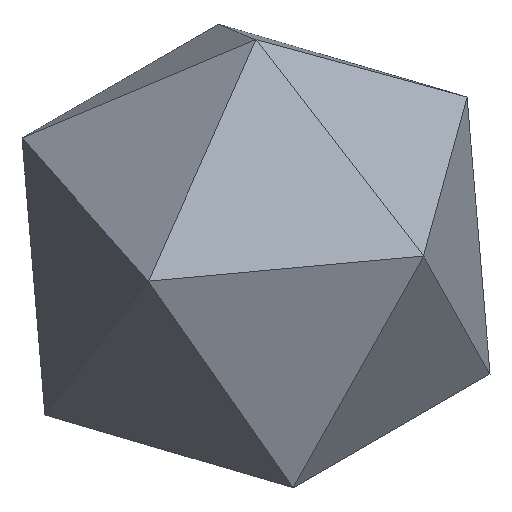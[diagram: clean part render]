
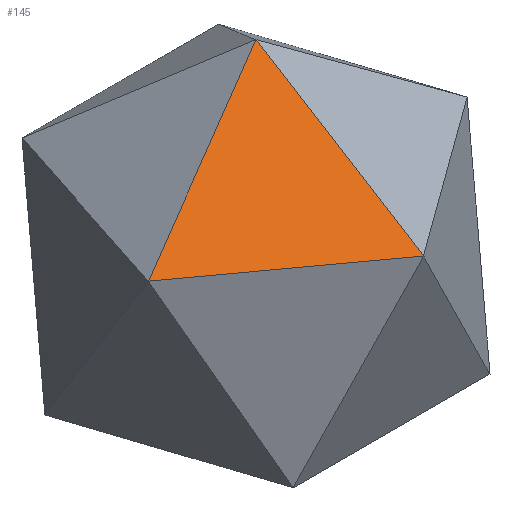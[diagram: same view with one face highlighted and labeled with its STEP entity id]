
A CAD part, isometric view. The second image highlights one B-rep face of the part: STEP entity #145.
In plain terms, the highlighted planar face has unit normal (-0.357, -0.491, 0.795).
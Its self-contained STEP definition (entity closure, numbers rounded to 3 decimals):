
#73=CARTESIAN_POINT('',(-0.809,-0.263,0.425));
#74=VERTEX_POINT('',#73);
#75=CARTESIAN_POINT('',(0.,0.,0.951));
#76=VERTEX_POINT('',#75);
#77=CARTESIAN_POINT('',(-0.809,-0.263,0.425));
#78=DIRECTION('',(0.809,0.263,0.526));
#79=VECTOR('',#78,1.);
#80=LINE('',#77,#79);
#81=EDGE_CURVE('',#74,#76,#80,.T.);
#123=CARTESIAN_POINT('',(-0.032,-0.125,0.859));
#124=DIRECTION('',(0.357,0.491,-0.795));
#125=DIRECTION('',(0.934,-0.188,0.304));
#126=AXIS2_PLACEMENT_3D('',#123,#124,#125);
#127=PLANE('',#126);
#128=ORIENTED_EDGE('',*,*,#81,.F.);
#129=CARTESIAN_POINT('',(0.,-0.851,0.425));
#130=VERTEX_POINT('',#129);
#131=CARTESIAN_POINT('',(-0.809,-0.263,0.425));
#132=DIRECTION('',(0.809,-0.588,0.));
#133=VECTOR('',#132,1.);
#134=LINE('',#131,#133);
#135=EDGE_CURVE('',#74,#130,#134,.T.);
#136=ORIENTED_EDGE('',*,*,#135,.T.);
#137=CARTESIAN_POINT('',(0.,-0.851,0.425));
#138=DIRECTION('',(0.,0.851,0.526));
#139=VECTOR('',#138,1.);
#140=LINE('',#137,#139);
#141=EDGE_CURVE('',#130,#76,#140,.T.);
#142=ORIENTED_EDGE('',*,*,#141,.T.);
#143=EDGE_LOOP('',(#128,#136,#142));
#144=FACE_OUTER_BOUND('',#143,.T.);
#145=ADVANCED_FACE('',(#144),#127,.F.);
